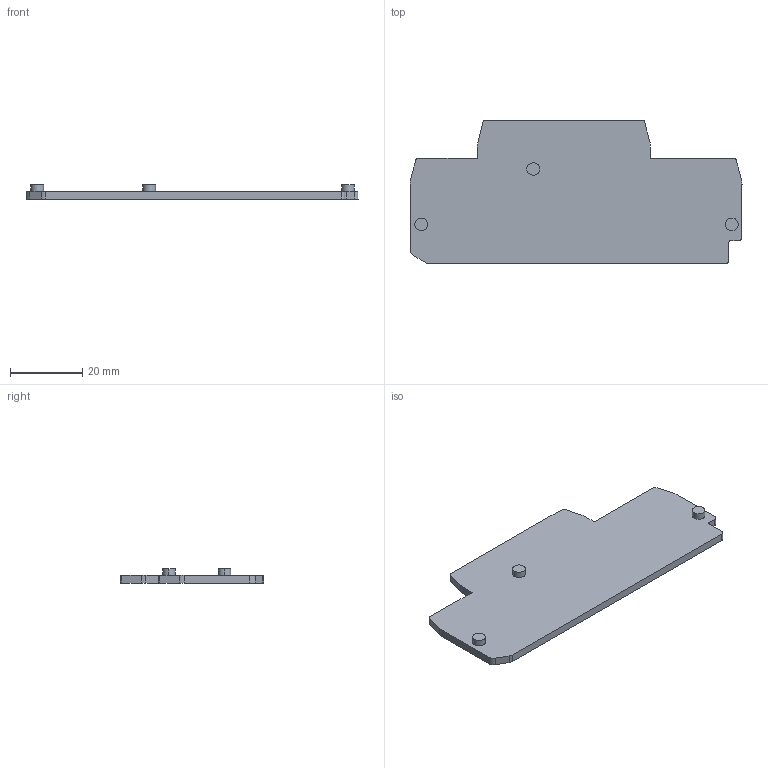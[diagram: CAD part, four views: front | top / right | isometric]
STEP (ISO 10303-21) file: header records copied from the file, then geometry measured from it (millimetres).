
FILE_DESCRIPTION((''),'2;1');
FILE_NAME('DD-STTB2_5-3-D-20181016','2018-11-29T',('Administrator'),(''),'PRO/ENGINEER BY PARAMETRIC TECHNOLOGY CORPORATION, 2008380','PRO/ENGINEER BY PARAMETRIC TECHNOLOGY CORPORATION, 2008380','');
FILE_SCHEMA(('CONFIG_CONTROL_DESIGN'));
Length unit declared in the file: millimetre
Products named in the file (1): DD-STTB2_5-3-D-20181016
Bounding box: 91.6 x 39.5 x 4 mm (x, y, z)
Volume: 6883 mm3; surface area: 6824.7 mm2
Topology: 1 solids, 1 shells, 40 faces, 105 edges, 70 vertices
Faces by surface type: plane 20, cylinder 20
Entity records: 1287 total; most frequent: DIRECTION 225, CARTESIAN_POINT 215, ORIENTED_EDGE 210, EDGE_CURVE 105, AXIS2_PLACEMENT_3D 80, VERTEX_POINT 70, VECTOR 65, LINE 65
